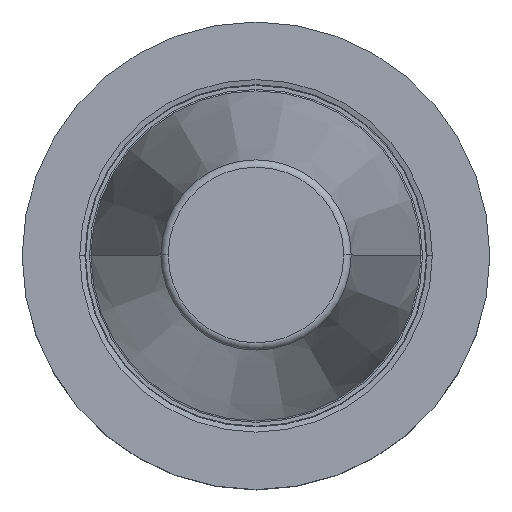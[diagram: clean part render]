
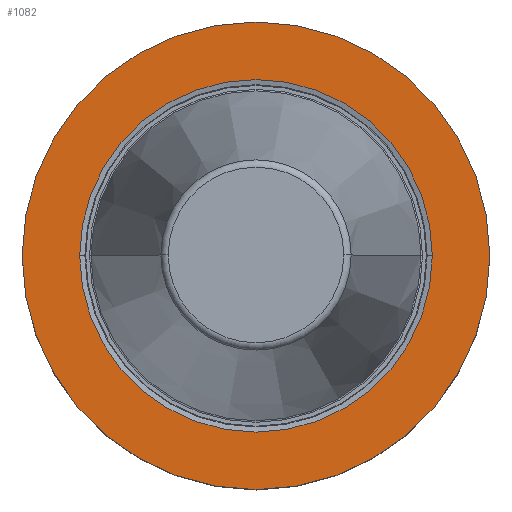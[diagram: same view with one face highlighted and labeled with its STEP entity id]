
A CAD part, top view. The second image highlights one B-rep face of the part: STEP entity #1082.
In plain terms, the highlighted planar face has unit normal (0, 0, 1).
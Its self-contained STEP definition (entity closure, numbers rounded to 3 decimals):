
#113=CARTESIAN_POINT('',(0.,0.,-2.));
#114=DIRECTION('',(0.,0.,-1.));
#115=DIRECTION('',(1.,0.,0.));
#116=AXIS2_PLACEMENT_3D('',#113,#114,#115);
#121=CARTESIAN_POINT('',(0.,0.,-2.));
#122=DIRECTION('',(0.,0.,1.));
#123=DIRECTION('',(1.,0.,0.));
#124=AXIS2_PLACEMENT_3D('',#121,#122,#123);
#129=CARTESIAN_POINT('',(0.,0.,-2.));
#130=DIRECTION('',(0.,0.,1.));
#131=DIRECTION('',(1.,0.,0.));
#132=AXIS2_PLACEMENT_3D('',#129,#130,#131);
#137=CARTESIAN_POINT('',(0.,0.,-2.));
#138=DIRECTION('',(0.,0.,1.));
#139=DIRECTION('',(-1.,0.,0.));
#140=AXIS2_PLACEMENT_3D('',#137,#138,#139);
#907=CARTESIAN_POINT('',(31.5,0.,-2.));
#908=CARTESIAN_POINT('',(-31.5,0.,-2.));
#909=VERTEX_POINT('',#907);
#910=VERTEX_POINT('',#908);
#969=CARTESIAN_POINT('',(23.746,0.,-2.));
#970=VERTEX_POINT('',#969);
#973=CARTESIAN_POINT('',(-23.746,0.,-2.));
#974=VERTEX_POINT('',#973);
#1067=CARTESIAN_POINT('',(0.,0.,-2.));
#1068=DIRECTION('',(0.,0.,-1.));
#1069=DIRECTION('',(-1.,0.,0.));
#1070=AXIS2_PLACEMENT_3D('',#1067,#1068,#1069);
#1071=PLANE('',#1070);
#1072=ORIENTED_EDGE('',*,*,#988,.T.);
#1073=ORIENTED_EDGE('',*,*,#1047,.F.);
#1074=EDGE_LOOP('',(#1072,#1073));
#1075=FACE_OUTER_BOUND('',#1074,.F.);
#1077=ORIENTED_EDGE('',*,*,#1076,.T.);
#1079=ORIENTED_EDGE('',*,*,#1078,.T.);
#1080=EDGE_LOOP('',(#1077,#1079));
#1081=FACE_BOUND('',#1080,.F.);
#117=CIRCLE('',#116,31.5);
#125=CIRCLE('',#124,31.5);
#133=CIRCLE('',#132,23.746);
#141=CIRCLE('',#140,23.746);
#988=EDGE_CURVE('',#909,#910,#117,.T.);
#1047=EDGE_CURVE('',#909,#910,#125,.T.);
#1076=EDGE_CURVE('',#970,#974,#133,.T.);
#1078=EDGE_CURVE('',#974,#970,#141,.T.);
#1082=ADVANCED_FACE('',(#1075,#1081),#1071,.F.);
